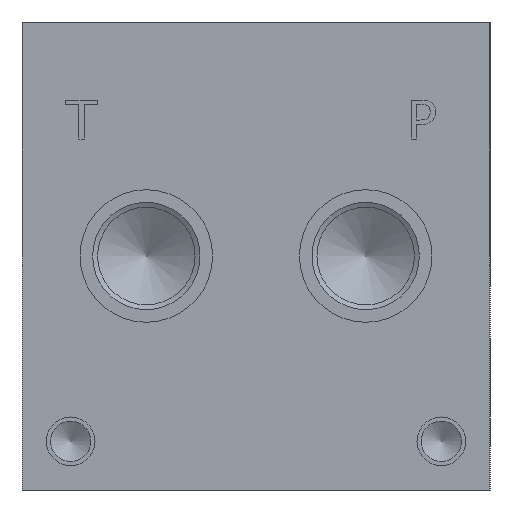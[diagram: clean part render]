
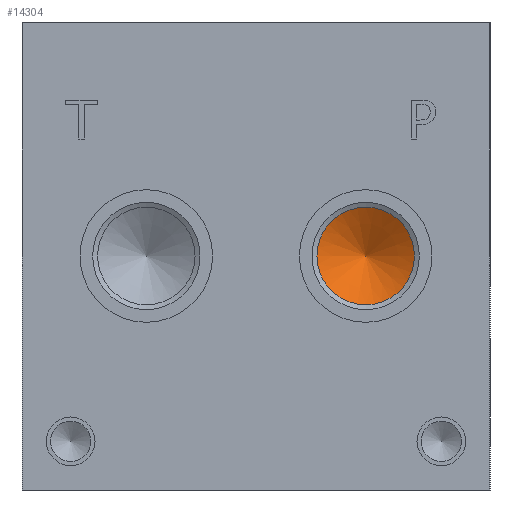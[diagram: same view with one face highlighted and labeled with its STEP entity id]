
A CAD part, left-side view. The second image highlights one B-rep face of the part: STEP entity #14304.
In plain terms, the highlighted conical face has half-angle 60 degrees and reference radius 3.969 mm.
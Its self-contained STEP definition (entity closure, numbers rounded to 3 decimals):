
#121=CONICAL_SURFACE('',#14995,3.969,1.047);
#276=CIRCLE('',#14996,7.938);
#277=CIRCLE('',#14997,7.938);
#1660=FACE_OUTER_BOUND('',#2489,.T.);
#2489=EDGE_LOOP('',(#12325,#12326,#12327,#12328));
#3867=LINE('',#24182,#5169);
#5169=VECTOR('',#17643,3.969);
#6769=VERTEX_POINT('',#24178);
#6770=VERTEX_POINT('',#24179);
#6771=VERTEX_POINT('',#24181);
#8692=EDGE_CURVE('',#6769,#6770,#276,.T.);
#8693=EDGE_CURVE('',#6770,#6771,#3867,.T.);
#8694=EDGE_CURVE('',#6770,#6769,#277,.T.);
#12325=ORIENTED_EDGE('',*,*,#8692,.T.);
#12326=ORIENTED_EDGE('',*,*,#8693,.T.);
#12327=ORIENTED_EDGE('',*,*,#8693,.F.);
#12328=ORIENTED_EDGE('',*,*,#8694,.T.);
#14304=ADVANCED_FACE('',(#1660),#121,.F.);
#14995=AXIS2_PLACEMENT_3D('',#24177,#17639,#17640);
#14996=AXIS2_PLACEMENT_3D('',#24180,#17641,#17642);
#14997=AXIS2_PLACEMENT_3D('',#24183,#17644,#17645);
#17639=DIRECTION('center_axis',(-1.,0.,0.));
#17640=DIRECTION('ref_axis',(0.,1.,0.));
#17641=DIRECTION('center_axis',(-1.,0.,0.));
#17642=DIRECTION('ref_axis',(0.,1.,0.));
#17643=DIRECTION('',(0.5,0.866,0.));
#17644=DIRECTION('center_axis',(-1.,0.,0.));
#17645=DIRECTION('ref_axis',(0.,1.,0.));
#24177=CARTESIAN_POINT('Origin',(34.041,20.244,38.1));
#24178=CARTESIAN_POINT('',(31.75,28.181,38.1));
#24179=CARTESIAN_POINT('',(31.75,12.306,38.1));
#24180=CARTESIAN_POINT('Origin',(31.75,20.244,38.1));
#24181=CARTESIAN_POINT('',(36.333,20.244,38.1));
#24182=CARTESIAN_POINT('',(34.041,16.275,38.1));
#24183=CARTESIAN_POINT('Origin',(31.75,20.244,38.1));
